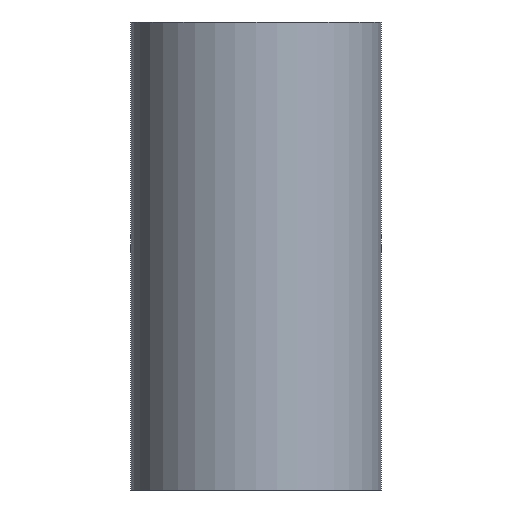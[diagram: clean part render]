
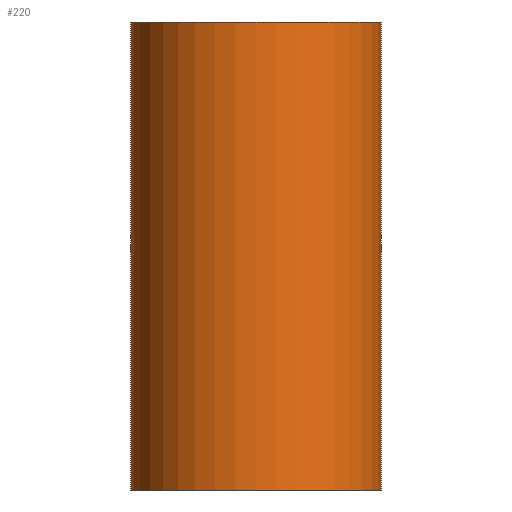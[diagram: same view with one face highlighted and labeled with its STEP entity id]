
A CAD part, left-side view. The second image highlights one B-rep face of the part: STEP entity #220.
In plain terms, the highlighted cylindrical face has radius 15 mm (diameter 30 mm), a partial arc.
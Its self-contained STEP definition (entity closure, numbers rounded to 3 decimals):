
#24=CIRCLE('',#250,15.);
#25=CIRCLE('',#251,15.);
#31=CYLINDRICAL_SURFACE('',#249,15.);
#40=FACE_OUTER_BOUND('',#53,.T.);
#53=EDGE_LOOP('',(#171,#172,#173,#174));
#74=LINE('',#352,#92);
#75=LINE('',#358,#93);
#92=VECTOR('',#291,10.);
#93=VECTOR('',#298,10.);
#106=VERTEX_POINT('',#346);
#108=VERTEX_POINT('',#350);
#109=VERTEX_POINT('',#354);
#110=VERTEX_POINT('',#356);
#132=EDGE_CURVE('',#106,#108,#74,.T.);
#133=EDGE_CURVE('',#109,#106,#24,.T.);
#134=EDGE_CURVE('',#110,#108,#25,.T.);
#135=EDGE_CURVE('',#109,#110,#75,.T.);
#171=ORIENTED_EDGE('',*,*,#133,.T.);
#172=ORIENTED_EDGE('',*,*,#132,.T.);
#173=ORIENTED_EDGE('',*,*,#134,.F.);
#174=ORIENTED_EDGE('',*,*,#135,.F.);
#220=ADVANCED_FACE('',(#40),#31,.T.);
#249=AXIS2_PLACEMENT_3D('',#353,#292,#293);
#250=AXIS2_PLACEMENT_3D('',#355,#294,#295);
#251=AXIS2_PLACEMENT_3D('',#357,#296,#297);
#291=DIRECTION('',(0.,0.,1.));
#292=DIRECTION('center_axis',(0.,0.,1.));
#293=DIRECTION('ref_axis',(-1.,0.,0.));
#294=DIRECTION('center_axis',(0.,0.,1.));
#295=DIRECTION('ref_axis',(0.277,0.961,0.));
#296=DIRECTION('center_axis',(0.,0.,1.));
#297=DIRECTION('ref_axis',(0.277,0.961,0.));
#298=DIRECTION('',(0.,0.,1.));
#346=CARTESIAN_POINT('',(4.156,-14.413,0.));
#350=CARTESIAN_POINT('',(4.156,-14.413,56.));
#352=CARTESIAN_POINT('',(4.156,-14.413,0.));
#353=CARTESIAN_POINT('Origin',(0.,0.,0.));
#354=CARTESIAN_POINT('',(4.156,14.413,0.));
#355=CARTESIAN_POINT('Origin',(0.,0.,0.));
#356=CARTESIAN_POINT('',(4.156,14.413,56.));
#357=CARTESIAN_POINT('Origin',(0.,0.,56.));
#358=CARTESIAN_POINT('',(4.156,14.413,0.));
